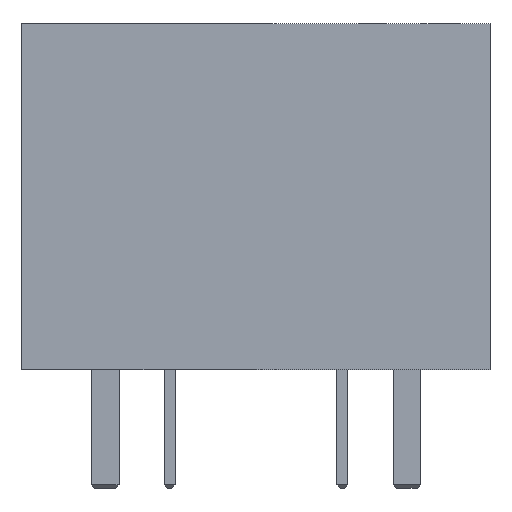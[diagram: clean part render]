
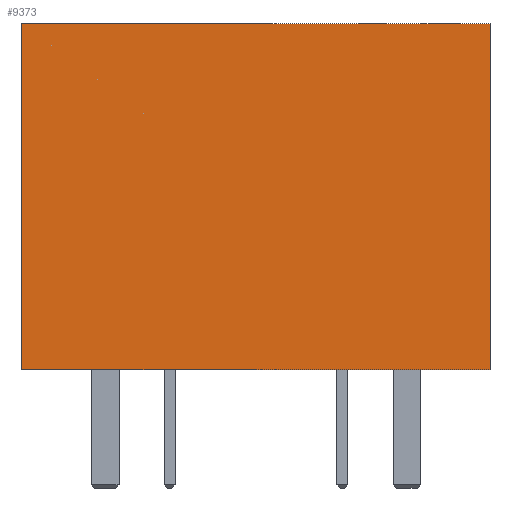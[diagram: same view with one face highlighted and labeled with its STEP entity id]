
A CAD part, front view. The second image highlights one B-rep face of the part: STEP entity #9373.
In plain terms, the highlighted planar face has unit normal (0, -1, 0).
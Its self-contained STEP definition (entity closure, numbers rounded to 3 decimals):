
#439 = EDGE_CURVE ( 'NONE', #17859, #5437, #25582, .T. ) ;
#603 = EDGE_CURVE ( 'NONE', #5433, #13755, #11631, .T. ) ;
#1044 = CARTESIAN_POINT ( 'NONE',  ( -8.7, -25.5, 0. ) ) ;
#1747 = LINE ( 'NONE', #16424, #19608 ) ;
#2554 = VECTOR ( 'NONE', #15966, 1000. ) ;
#3055 = LINE ( 'NONE', #1044, #2554 ) ;
#4097 = EDGE_LOOP ( 'NONE', ( #17405, #12780, #18879, #18027 ) ) ;
#4933 = CARTESIAN_POINT ( 'NONE',  ( -8.7, -25.5, -20.4 ) ) ;
#5192 = PLANE ( 'NONE',  #9822 ) ;
#5433 = VERTEX_POINT ( 'NONE', #19692 ) ;
#5437 = VERTEX_POINT ( 'NONE', #9569 ) ;
#6958 = DIRECTION ( 'NONE',  ( 0., 0., 1. ) ) ;
#9373 = ADVANCED_FACE ( 'NONE', ( #15773 ), #5192, .T. ) ;
#9569 = CARTESIAN_POINT ( 'NONE',  ( -8.7, -25.5, 0. ) ) ;
#9822 = AXIS2_PLACEMENT_3D ( 'NONE', #4933, #21342, #25753 ) ;
#10264 = VECTOR ( 'NONE', #6958, 1000. ) ;
#11631 = LINE ( 'NONE', #26257, #26449 ) ;
#12780 = ORIENTED_EDGE ( 'NONE', *, *, #439, .F. ) ;
#13277 = EDGE_CURVE ( 'NONE', #17859, #5433, #1747, .T. ) ;
#13755 = VERTEX_POINT ( 'NONE', #25394 ) ;
#13927 = EDGE_CURVE ( 'NONE', #5437, #13755, #3055, .T. ) ;
#15773 = FACE_OUTER_BOUND ( 'NONE', #4097, .T. ) ;
#15966 = DIRECTION ( 'NONE',  ( 1., 0., 0. ) ) ;
#16424 = CARTESIAN_POINT ( 'NONE',  ( -8.7, -25.5, -20.4 ) ) ;
#17405 = ORIENTED_EDGE ( 'NONE', *, *, #13927, .F. ) ;
#17859 = VERTEX_POINT ( 'NONE', #19475 ) ;
#18027 = ORIENTED_EDGE ( 'NONE', *, *, #603, .T. ) ;
#18879 = ORIENTED_EDGE ( 'NONE', *, *, #13277, .T. ) ;
#19475 = CARTESIAN_POINT ( 'NONE',  ( -8.7, -25.5, -20.4 ) ) ;
#19608 = VECTOR ( 'NONE', #20349, 1000. ) ;
#19692 = CARTESIAN_POINT ( 'NONE',  ( 18.9, -25.5, -20.4 ) ) ;
#20349 = DIRECTION ( 'NONE',  ( 1., 0., 0. ) ) ;
#21342 = DIRECTION ( 'NONE',  ( 0., -1., 0. ) ) ;
#21705 = CARTESIAN_POINT ( 'NONE',  ( -8.7, -25.5, -20.4 ) ) ;
#22235 = DIRECTION ( 'NONE',  ( 0., 0., 1. ) ) ;
#25394 = CARTESIAN_POINT ( 'NONE',  ( 18.9, -25.5, 0. ) ) ;
#25582 = LINE ( 'NONE', #21705, #10264 ) ;
#25753 = DIRECTION ( 'NONE',  ( 0., 0., -1. ) ) ;
#26257 = CARTESIAN_POINT ( 'NONE',  ( 18.9, -25.5, -20.4 ) ) ;
#26449 = VECTOR ( 'NONE', #22235, 1000. ) ;
